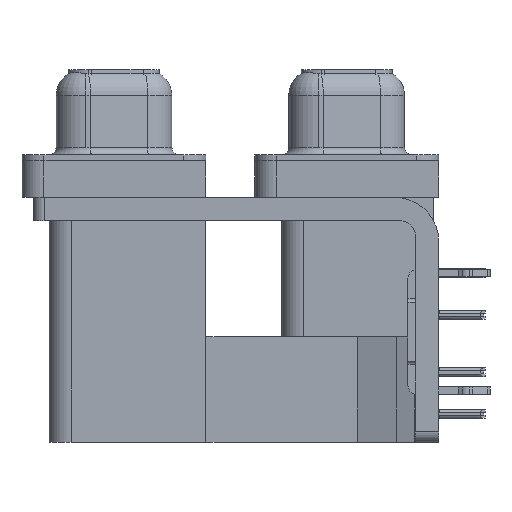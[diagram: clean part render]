
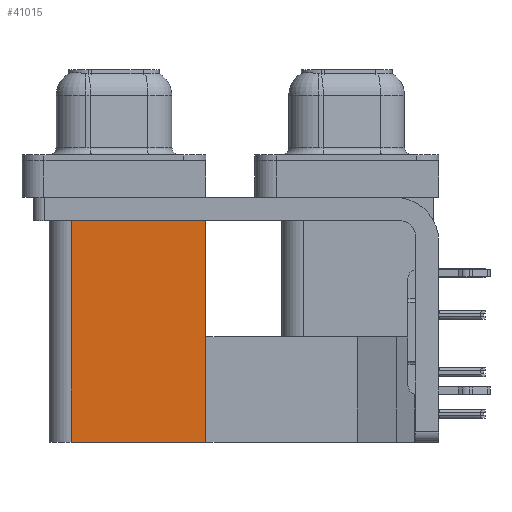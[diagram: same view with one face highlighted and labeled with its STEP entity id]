
A CAD part, left-side view. The second image highlights one B-rep face of the part: STEP entity #41015.
In plain terms, the highlighted planar face has unit normal (-1, 0, 0).
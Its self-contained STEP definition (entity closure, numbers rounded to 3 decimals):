
#90 = ORIENTED_EDGE ( 'NONE', *, *, #19097, .F. ) ;
#1544 = VECTOR ( 'NONE', #2804, 1000. ) ;
#1798 = FACE_OUTER_BOUND ( 'NONE', #19564, .T. ) ;
#2804 = DIRECTION ( 'NONE',  ( 0., 1., 0. ) ) ;
#3901 = VERTEX_POINT ( 'NONE', #16348 ) ;
#6206 = CARTESIAN_POINT ( 'NONE',  ( 3.79, 18.8, -19.2 ) ) ;
#6969 = AXIS2_PLACEMENT_3D ( 'NONE', #39110, #15401, #21723 ) ;
#7389 = ORIENTED_EDGE ( 'NONE', *, *, #8473, .T. ) ;
#7682 = PLANE ( 'NONE',  #6969 ) ;
#8119 = ORIENTED_EDGE ( 'NONE', *, *, #24926, .F. ) ;
#8473 = EDGE_CURVE ( 'NONE', #3901, #27406, #27004, .T. ) ;
#13491 = LINE ( 'NONE', #33827, #31566 ) ;
#15401 = DIRECTION ( 'NONE',  ( 1., 0., 0. ) ) ;
#16348 = CARTESIAN_POINT ( 'NONE',  ( 3.79, 9.6, -2.5 ) ) ;
#17104 = VERTEX_POINT ( 'NONE', #27539 ) ;
#17119 = CARTESIAN_POINT ( 'NONE',  ( 3.79, 9.6, -19.2 ) ) ;
#17356 = DIRECTION ( 'NONE',  ( 0., 1., 0. ) ) ;
#19097 = EDGE_CURVE ( 'NONE', #17104, #27406, #40804, .T. ) ;
#19564 = EDGE_LOOP ( 'NONE', ( #7389, #90, #8119, #20300 ) ) ;
#19835 = DIRECTION ( 'NONE',  ( 0., 0., 1. ) ) ;
#20300 = ORIENTED_EDGE ( 'NONE', *, *, #44028, .T. ) ;
#21723 = DIRECTION ( 'NONE',  ( 0., 1., 0. ) ) ;
#21972 = VECTOR ( 'NONE', #17356, 1000. ) ;
#24926 = EDGE_CURVE ( 'NONE', #28300, #17104, #41082, .T. ) ;
#27004 = LINE ( 'NONE', #33791, #1544 ) ;
#27406 = VERTEX_POINT ( 'NONE', #34550 ) ;
#27539 = CARTESIAN_POINT ( 'NONE',  ( 3.79, 18.8, -19.2 ) ) ;
#28300 = VERTEX_POINT ( 'NONE', #39558 ) ;
#30620 = DIRECTION ( 'NONE',  ( 0., 0., 1. ) ) ;
#31566 = VECTOR ( 'NONE', #19835, 1000. ) ;
#33791 = CARTESIAN_POINT ( 'NONE',  ( 3.79, 9.6, -2.5 ) ) ;
#33827 = CARTESIAN_POINT ( 'NONE',  ( 3.79, 9.6, -19.2 ) ) ;
#34550 = CARTESIAN_POINT ( 'NONE',  ( 3.79, 18.8, -2.5 ) ) ;
#39110 = CARTESIAN_POINT ( 'NONE',  ( 3.79, 9.6, -19.2 ) ) ;
#39558 = CARTESIAN_POINT ( 'NONE',  ( 3.79, 9.6, -19.2 ) ) ;
#40804 = LINE ( 'NONE', #6206, #41272 ) ;
#41015 = ADVANCED_FACE ( 'NONE', ( #1798 ), #7682, .F. ) ;
#41082 = LINE ( 'NONE', #17119, #21972 ) ;
#41272 = VECTOR ( 'NONE', #30620, 1000. ) ;
#44028 = EDGE_CURVE ( 'NONE', #28300, #3901, #13491, .T. ) ;
